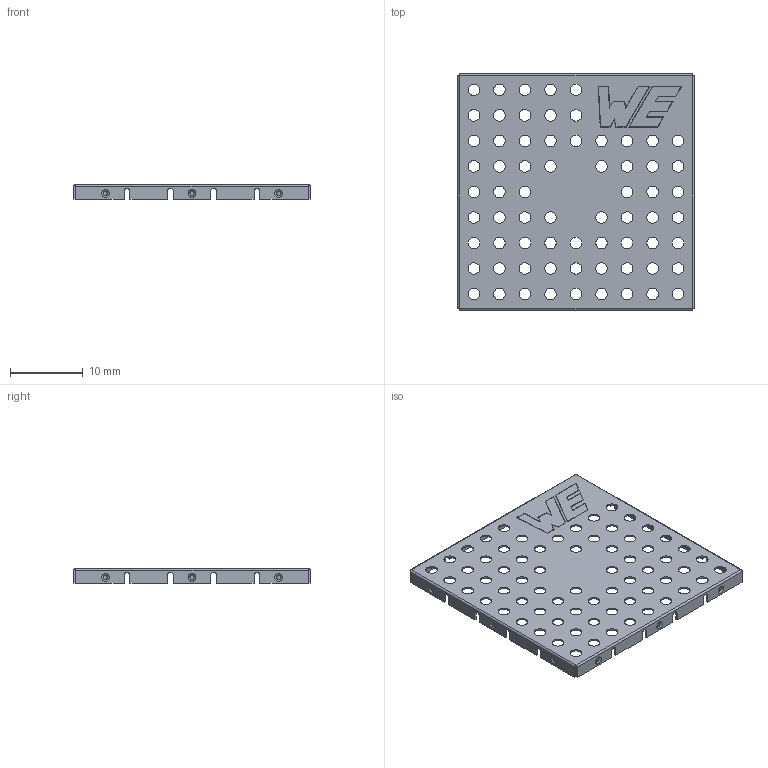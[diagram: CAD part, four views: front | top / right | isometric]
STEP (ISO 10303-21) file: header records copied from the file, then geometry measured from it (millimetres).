
FILE_DESCRIPTION(/* description */ ('Unknown'),/* implementation_level */ '2;1');
FILE_NAME(/* name */ '36005320S',/* time_stamp */ '2016-03-24T13:50:40+01:00',/* author */ ('Unknown'),/* organization */ ('Unknown'),/* preprocessor_version */ 'ST-DEVELOPER v16.7',/* originating_system */ 'DEX',/* authorisation */ $);
FILE_SCHEMA (('AUTOMOTIVE_DESIGN {1 0 10303 214 3 1 1}'));
Length unit declared in the file: millimetre
Products named in the file (1): 36005320S
Bounding box: 32.46 x 32.46 x 2 mm (x, y, z)
Volume: 224.8 mm3; surface area: 2357.7 mm2
Topology: 1 solids, 1 shells, 286 faces, 777 edges, 519 vertices
Faces by surface type: plane 146, cylinder 92, torus 48
Full cylindrical faces by diameter (mm): 1.6 x68
Entity records: 8191 total; most frequent: DIRECTION 1423, CARTESIAN_POINT 1331, ORIENTED_EDGE 1186, EDGE_CURVE 593, EDGE_LOOP 564, FACE_BOUND 564, AXIS2_PLACEMENT_3D 543, VERTEX_POINT 451
